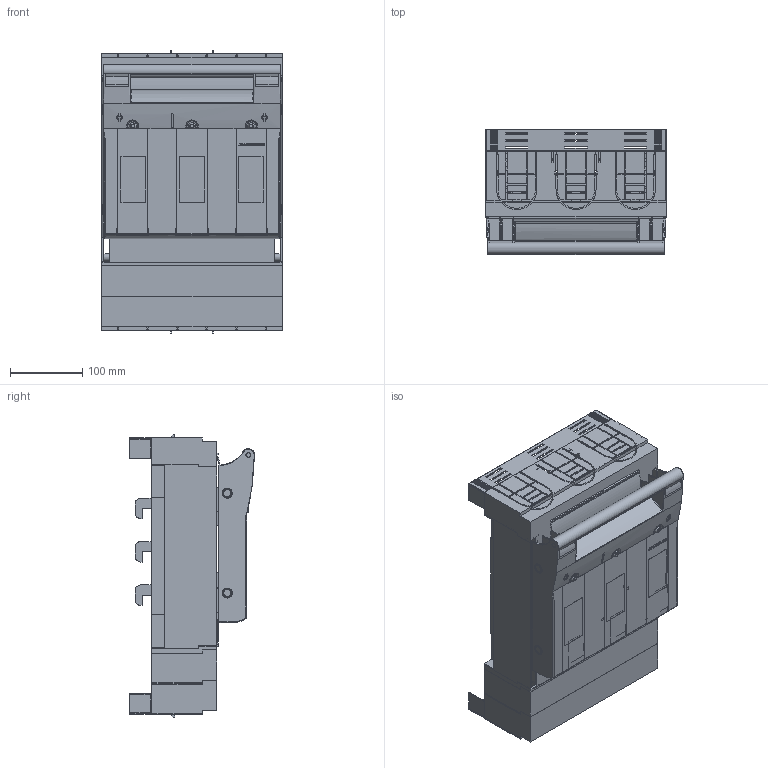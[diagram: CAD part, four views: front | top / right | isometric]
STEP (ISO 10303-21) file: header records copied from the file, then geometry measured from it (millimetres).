
FILE_DESCRIPTION(('CATIA V5 STEP'),'2;1');
FILE_NAME('T0797_10_NH-Sicherungslasttrennschalter-KETO-3-3_60_Ao_P3_EST.stp','2019-02-14T12:15:19+00:00',('none'),('Jean Müller GmbH'),'CATIA Version 5 Release 19 SP 9 (IN-10)','CATIA V5 STEP AP214','none');
FILE_SCHEMA(('AUTOMOTIVE_DESIGN { 1 0 10303 214 1 1 1 1 }'));
Products named in the file (22): T0797_10_NH-Sicherungslasttrennschalter-KETO-3-3/60/Ao/P3/EST; T0585_03_KETO-3-3/60/Ao; 34245_L01_Gehaeuse KETO-3-3; 34206_L01_Frontplatte Gr3_3-polig; 34246_L_Schutzabdeckung oben Gr3_3-polig; 34247_L_Schutzabdeckung unten Gr3_3-polig; 34248_L_Anschlussraumabdeckung Gr3_3-polig; 158641-01_L_Anschlusslasche Gr3-KETO; 5491_05_Klemmbuegel kpl; 34213_L_SK-Montagehaube; 158647_L_Anschlussschiene L1_Gr3-Trenner; 158648_L_Anschlussschiene L2_Gr3-Trenner; 158649_L_Anschlussschiene L3_Gr3-Trenner; 34208_L01_Scheibe Gr1; 34208_L_Scheibe Gr.1; 34249_L_Umgreifschutzabdeckung Gr3_3-polig; 158684_L_NH-Kontakt  Gr.3   KETO-3; P3_Klemme_Baugruppe; 70199_L_Klemmenteil Gr3; 66812_Federring DIN 127 A8; 68111_Sechskantschraube M8x50; 57401_Klemmenunterteil
Assembly tree (44 placements, depth 4):
  T0797_10_NH-Sicherungslasttrennschalter-KETO-3-3/60/Ao/P3/EST
    T0585_03_KETO-3-3/60/Ao
      34245_L01_Gehaeuse KETO-3-3
      34206_L01_Frontplatte Gr3_3-polig
      34246_L_Schutzabdeckung oben Gr3_3-polig
      34247_L_Schutzabdeckung unten Gr3_3-polig
      34248_L_Anschlussraumabdeckung Gr3_3-polig
      158641-01_L_Anschlusslasche Gr3-KETO  x3
      5491_05_Klemmbuegel kpl  x3
        34213_L_SK-Montagehaube
      158647_L_Anschlussschiene L1_Gr3-Trenner
      158648_L_Anschlussschiene L2_Gr3-Trenner
      158649_L_Anschlussschiene L3_Gr3-Trenner
      34208_L01_Scheibe Gr1
      34208_L_Scheibe Gr.1  x2
    34249_L_Umgreifschutzabdeckung Gr3_3-polig  x2
    34248_L_Anschlussraumabdeckung Gr3_3-polig
    158641-01_L_Anschlusslasche Gr3-KETO  x3
    158684_L_NH-Kontakt  Gr.3   KETO-3  x6
    P3_Klemme_Baugruppe  x6
      70199_L_Klemmenteil Gr3
      66812_Federring DIN 127 A8
      68111_Sechskantschraube M8x50
      57401_Klemmenunterteil
Bounding box: 250 x 173.07 x 390.76 mm (x, y, z)
Volume: 3743157.1 mm3; surface area: 1362358 mm2
Topology: 116 solids, 123 shells, 4622 faces, 13133 edges, 8772 vertices
Faces by surface type: plane 3388, cylinder 739, bspline 207, cone 153, extrusion 59, sphere 42, torus 34
Entity records: 96925 total; most frequent: CARTESIAN_POINT 29538, ORIENTED_EDGE 16110, DIRECTION 9906, EDGE_CURVE 8055, VECTOR 6162, LINE 6113, VERTEX_POINT 5388, EDGE_LOOP 2999
